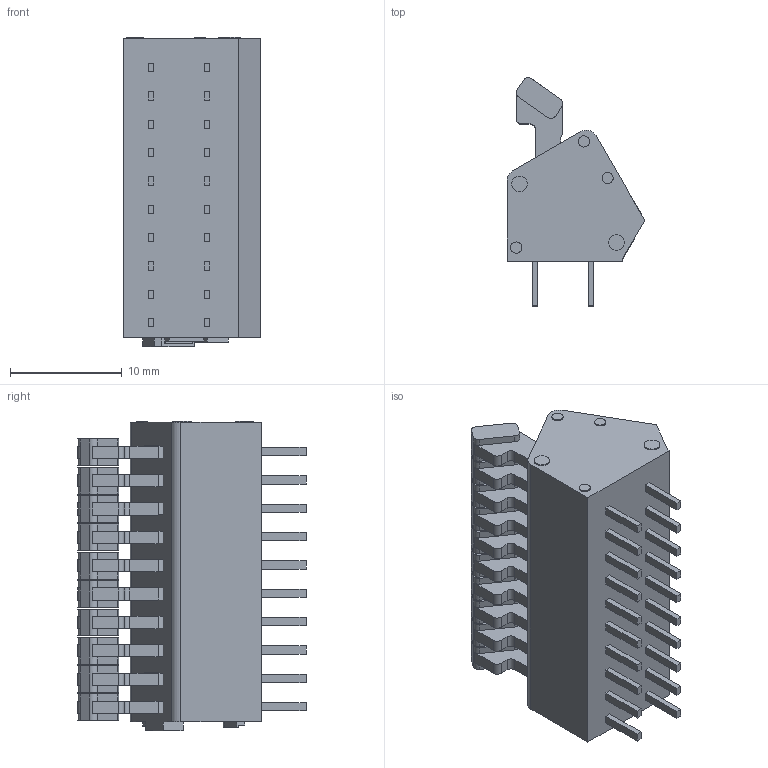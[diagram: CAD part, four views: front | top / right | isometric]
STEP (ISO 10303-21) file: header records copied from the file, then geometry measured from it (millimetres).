
FILE_DESCRIPTION( ( 'STEP AP214' ), '1' );
FILE_NAME( '233-510.stp', '2021-05-05T14:28:33', ( 'License CC BY-ND 4.0' ), ( 'CADENAS' ), ' ', 'PARTsolutions', ' ' );
FILE_SCHEMA( ( 'AUTOMOTIVE_DESIGN { 1 0 10303 214 1 1 1 1 }' ) );
Length unit declared in the file: millimetre
Products named in the file (1): _233-510
Bounding box: 12.32 x 20.44 x 27.7 mm (x, y, z)
Volume: 3131.6 mm3; surface area: 2623.7 mm2
Topology: 1 solids, 1 shells, 776 faces, 2052 edges, 1334 vertices
Faces by surface type: plane 608, cylinder 168
Full cylindrical faces by diameter (mm): 1 x3, 1.4 x2
Entity records: 29956 total; most frequent: CARTESIAN_POINT 4158, ORIENTED_EDGE 4094, DIRECTION 3998, EDGE_CURVE 2047, LINE 1650, VECTOR 1650, VERTEX_POINT 1334, AXIS2_PLACEMENT_3D 1174
